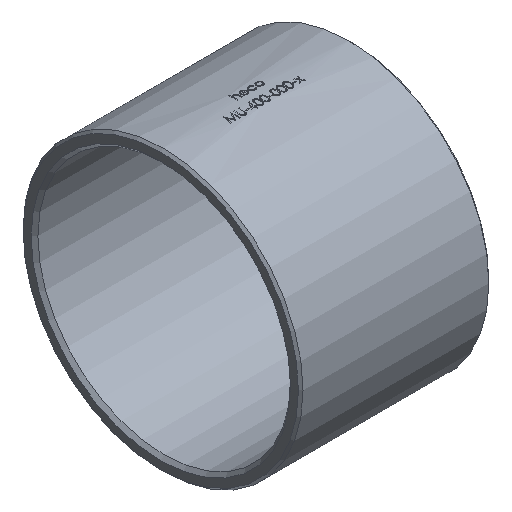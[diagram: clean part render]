
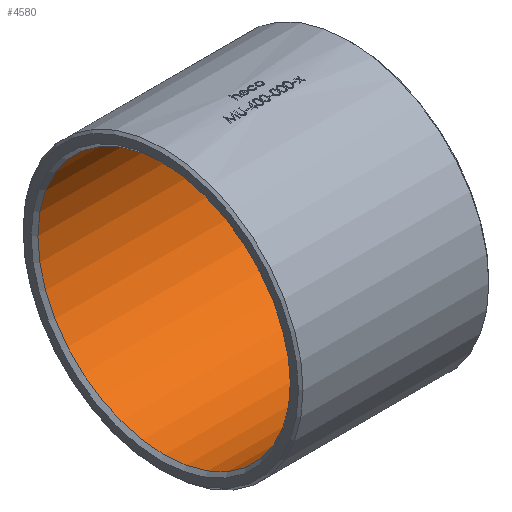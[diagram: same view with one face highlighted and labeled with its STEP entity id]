
A CAD part, isometric view. The second image highlights one B-rep face of the part: STEP entity #4580.
In plain terms, the highlighted cylindrical face has radius 55.035 mm (diameter 110.07 mm), a full revolution.
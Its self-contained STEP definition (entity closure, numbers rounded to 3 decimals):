
#375 = FACE_OUTER_BOUND ( 'NONE', #7983, .T. ) ;
#601 = CARTESIAN_POINT ( 'NONE',  ( 81.52, 0., -55.035 ) ) ;
#1450 = VERTEX_POINT ( 'NONE', #4885 ) ;
#1618 = CARTESIAN_POINT ( 'NONE',  ( 83.001, 0., 0. ) ) ;
#1798 = CARTESIAN_POINT ( 'NONE',  ( 1.48, 0., 0. ) ) ;
#2563 = AXIS2_PLACEMENT_3D ( 'NONE', #1798, #2817, #3559 ) ;
#2817 = DIRECTION ( 'NONE',  ( -1., 0., 0. ) ) ;
#3559 = DIRECTION ( 'NONE',  ( 0., 0., -1. ) ) ;
#3845 = CYLINDRICAL_SURFACE ( 'NONE', #5889, 55.035 ) ;
#4108 = VERTEX_POINT ( 'NONE', #601 ) ;
#4195 = CIRCLE ( 'NONE', #2563, 55.035 ) ;
#4512 = DIRECTION ( 'NONE',  ( 1., 0., 0. ) ) ;
#4580 = ADVANCED_FACE ( 'NONE', ( #8148, #375 ), #3845, .F. ) ;
#4885 = CARTESIAN_POINT ( 'NONE',  ( 1.48, 0., -55.035 ) ) ;
#5889 = AXIS2_PLACEMENT_3D ( 'NONE', #1618, #10254, #6880 ) ;
#5939 = ORIENTED_EDGE ( 'NONE', *, *, #6562, .T. ) ;
#6562 = EDGE_CURVE ( 'NONE', #1450, #1450, #4195, .T. ) ;
#6880 = DIRECTION ( 'NONE',  ( 0., 0., 1. ) ) ;
#7079 = DIRECTION ( 'NONE',  ( 0., 0., -1. ) ) ;
#7794 = EDGE_CURVE ( 'NONE', #4108, #4108, #7843, .T. ) ;
#7843 = CIRCLE ( 'NONE', #9307, 55.035 ) ;
#7983 = EDGE_LOOP ( 'NONE', ( #5939 ) ) ;
#8148 = FACE_OUTER_BOUND ( 'NONE', #8203, .T. ) ;
#8203 = EDGE_LOOP ( 'NONE', ( #10219 ) ) ;
#8904 = CARTESIAN_POINT ( 'NONE',  ( 81.52, 0., 0. ) ) ;
#9307 = AXIS2_PLACEMENT_3D ( 'NONE', #8904, #4512, #7079 ) ;
#10219 = ORIENTED_EDGE ( 'NONE', *, *, #7794, .T. ) ;
#10254 = DIRECTION ( 'NONE',  ( -1., 0., 0. ) ) ;
